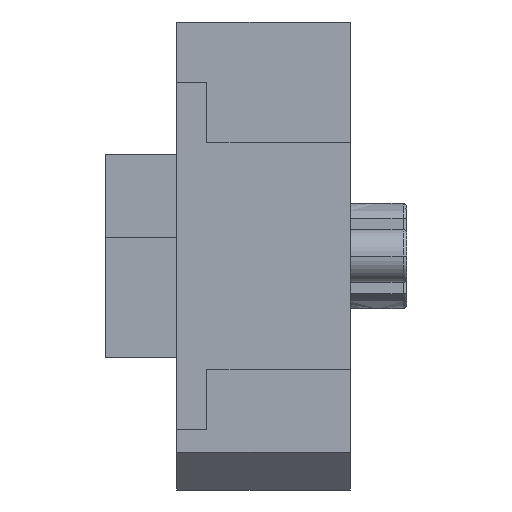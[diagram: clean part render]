
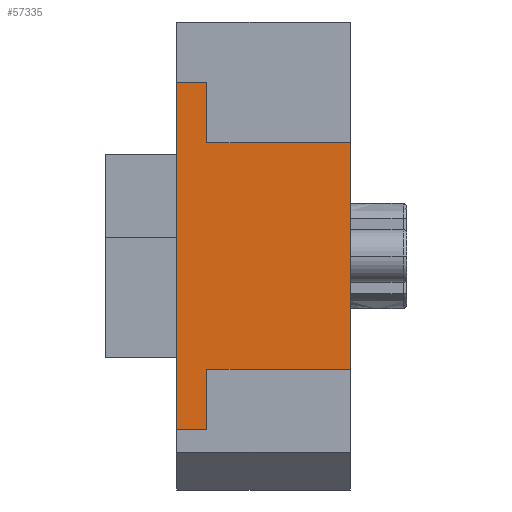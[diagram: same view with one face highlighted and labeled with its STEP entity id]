
A CAD part, left-side view. The second image highlights one B-rep face of the part: STEP entity #57335.
In plain terms, the highlighted planar face has unit normal (-1, 0, 0).
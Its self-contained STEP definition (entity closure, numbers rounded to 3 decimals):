
#511=DIRECTION('',(0.,0.,-1.));
#512=VECTOR('',#511,0.7);
#513=CARTESIAN_POINT('',(-29.775,1.5,2.3));
#514=LINE('',#513,#512);
#539=DIRECTION('',(0.,0.,-1.));
#540=VECTOR('',#539,0.7);
#541=CARTESIAN_POINT('',(-29.775,1.5,-1.6));
#542=LINE('',#541,#540);
#20099=DIRECTION('',(0.,1.,0.));
#20100=VECTOR('',#20099,0.8);
#20101=CARTESIAN_POINT('',(-29.775,1.5,2.3));
#20102=LINE('',#20101,#20100);
#20127=DIRECTION('',(0.,1.,0.));
#20128=VECTOR('',#20127,1.5);
#20129=CARTESIAN_POINT('',(-29.775,0.,1.6));
#20130=LINE('',#20129,#20128);
#20131=DIRECTION('',(0.,0.,-1.));
#20132=VECTOR('',#20131,3.2);
#20133=CARTESIAN_POINT('',(-29.775,0.,1.6));
#20134=LINE('',#20133,#20132);
#20135=DIRECTION('',(0.,1.,0.));
#20136=VECTOR('',#20135,1.5);
#20137=CARTESIAN_POINT('',(-29.775,0.,-1.6));
#20138=LINE('',#20137,#20136);
#20139=DIRECTION('',(0.,0.,1.));
#20140=VECTOR('',#20139,4.6);
#20141=CARTESIAN_POINT('',(-29.775,2.3,-2.3));
#20142=LINE('',#20141,#20140);
#20147=DIRECTION('',(0.,-1.,0.));
#20148=VECTOR('',#20147,0.8);
#20149=CARTESIAN_POINT('',(-29.775,2.3,-2.3));
#20150=LINE('',#20149,#20148);
#20841=CARTESIAN_POINT('',(-29.775,2.3,2.3));
#20842=VERTEX_POINT('',#20841);
#20844=CARTESIAN_POINT('',(-29.775,2.3,-2.3));
#20846=VERTEX_POINT('',#20844);
#20903=CARTESIAN_POINT('',(-29.775,1.5,-2.3));
#20905=VERTEX_POINT('',#20903);
#20908=CARTESIAN_POINT('',(-29.775,1.5,2.3));
#20910=VERTEX_POINT('',#20908);
#20959=CARTESIAN_POINT('',(-29.775,0.,1.6));
#20961=VERTEX_POINT('',#20959);
#20969=CARTESIAN_POINT('',(-29.775,0.,-1.6));
#20970=VERTEX_POINT('',#20969);
#20975=CARTESIAN_POINT('',(-29.775,1.5,1.6));
#20977=VERTEX_POINT('',#20975);
#20981=CARTESIAN_POINT('',(-29.775,1.5,-1.6));
#20982=VERTEX_POINT('',#20981);
#57318=CARTESIAN_POINT('',(-29.775,0.,-1.5));
#57319=DIRECTION('',(1.,0.,0.));
#57320=DIRECTION('',(0.,0.,1.));
#57321=AXIS2_PLACEMENT_3D('',#57318,#57319,#57320);
#57322=PLANE('',#57321);
#57323=ORIENTED_EDGE('',*,*,#26984,.T.);
#57324=ORIENTED_EDGE('',*,*,#57311,.F.);
#57325=ORIENTED_EDGE('',*,*,#26389,.T.);
#57327=ORIENTED_EDGE('',*,*,#57326,.T.);
#57328=ORIENTED_EDGE('',*,*,#27010,.T.);
#57330=ORIENTED_EDGE('',*,*,#57329,.F.);
#57331=ORIENTED_EDGE('',*,*,#27086,.T.);
#57332=ORIENTED_EDGE('',*,*,#57229,.F.);
#57333=EDGE_LOOP('',(#57323,#57324,#57325,#57327,#57328,#57330,#57331,#57332));
#57334=FACE_OUTER_BOUND('',#57333,.F.);
#26389=EDGE_CURVE('',#20961,#20970,#20134,.T.);
#26984=EDGE_CURVE('',#20910,#20977,#514,.T.);
#27010=EDGE_CURVE('',#20982,#20905,#542,.T.);
#27086=EDGE_CURVE('',#20846,#20842,#20142,.T.);
#57229=EDGE_CURVE('',#20910,#20842,#20102,.T.);
#57311=EDGE_CURVE('',#20961,#20977,#20130,.T.);
#57326=EDGE_CURVE('',#20970,#20982,#20138,.T.);
#57329=EDGE_CURVE('',#20846,#20905,#20150,.T.);
#57335=ADVANCED_FACE('',(#57334),#57322,.F.);
